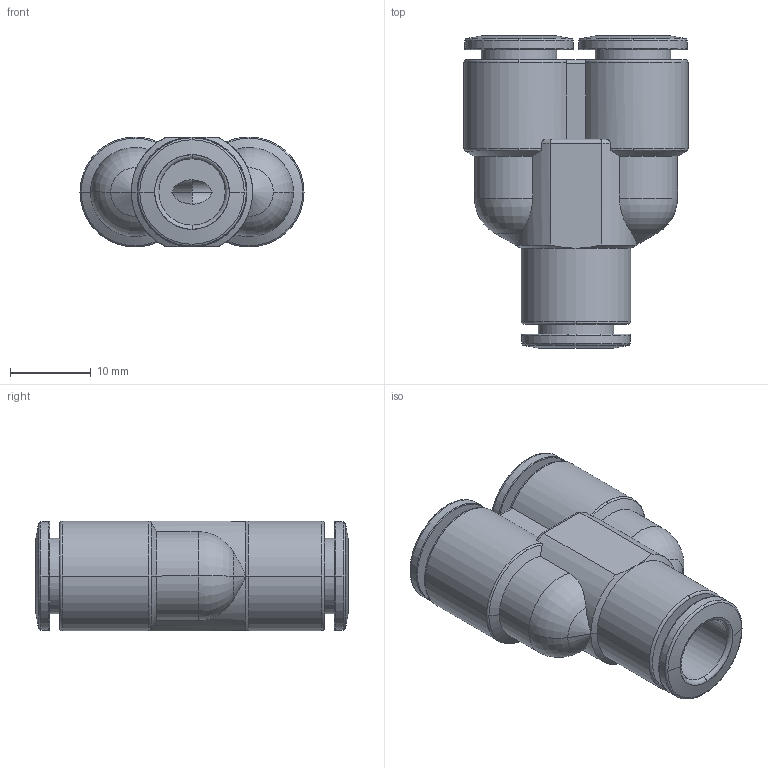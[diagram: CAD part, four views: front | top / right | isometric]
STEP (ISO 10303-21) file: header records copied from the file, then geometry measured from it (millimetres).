
FILE_DESCRIPTION (( 'STEP AP203' ), '1' );
FILE_NAME ('UY8M-B.step', '2024-06-20T14:22:21', ( '' ), ( '' ), 'SwSTEP 2.0', 'SolidWorks 2023', '' );
FILE_SCHEMA (( 'CONFIG_CONTROL_DESIGN' ));
Length unit declared in the file: inch
Products named in the file (1): UY8M-B
Bounding box: 27.7 x 38.6 x 13.6 mm (x, y, z)
Volume: 5970.8 mm3; surface area: 4608.7 mm2
Topology: 1 solids, 1 shells, 113 faces, 295 edges, 192 vertices
Faces by surface type: cylinder 39, bspline 34, plane 21, cone 15, torus 4
Entity records: 4708 total; most frequent: CARTESIAN_POINT 1988, ORIENTED_EDGE 590, DIRECTION 540, EDGE_CURVE 295, AXIS2_PLACEMENT_3D 236, VERTEX_POINT 192, CIRCLE 156, EDGE_LOOP 125
